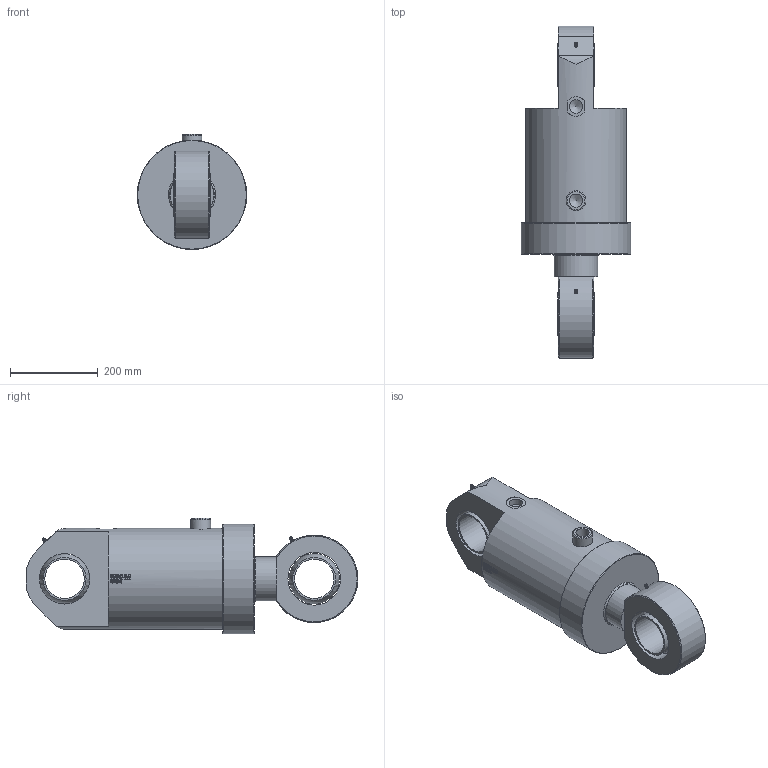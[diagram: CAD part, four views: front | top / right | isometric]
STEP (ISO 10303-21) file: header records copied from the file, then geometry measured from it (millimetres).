
FILE_DESCRIPTION((''),'2;1');
FILE_NAME('KS2DVL200_100.stp','2013-03-11T08:11:12',('tribel'),(''),'Autodesk Inventor 2013','Autodesk Inventor 2013','');
FILE_SCHEMA(('AUTOMOTIVE_DESIGN { 1 0 10303 214 1 1 1 1 }'));
Length unit declared in the file: millimetre
Products named in the file (7): KS2DVL200_100; KS2DVL200_100_Parameters; KS2DVL200_100_stang; KS2DVL200_100_body.; Kule90HO; KS.90.eye.komplett; Smørenippel
Assembly tree (6 placements, depth 2):
  KS2DVL200_100
    KS2DVL200_100_Parameters
    KS2DVL200_100_stang
    KS2DVL200_100_body.
    Kule90HO
    KS.90.eye.komplett
    Smørenippel
Bounding box: 250 x 758 x 263 mm (x, y, z)
Volume: 16476540.7 mm3; surface area: 1067149.3 mm2
Topology: 6 solids, 7 shells, 591 faces, 1540 edges, 1016 vertices
Faces by surface type: plane 299, bspline 168, cylinder 71, cone 37, torus 9, sphere 7
Full cylindrical faces by diameter (mm): 3 x2, 4 x1, 6 x4, 30.291 x2, 45 x1, 90 x2, 98 x4, 100 x2, 115 x1, 120 x1, 200 x2, 230 x1, 250 x1
Entity records: 39808 total; most frequent: CARTESIAN_POINT 26812, ORIENTED_EDGE 2946, DIRECTION 1970, EDGE_CURVE 1475, VERTEX_POINT 1001, EDGE_LOOP 703, AXIS2_PLACEMENT_3D 696, FACE_OUTER_BOUND 591
